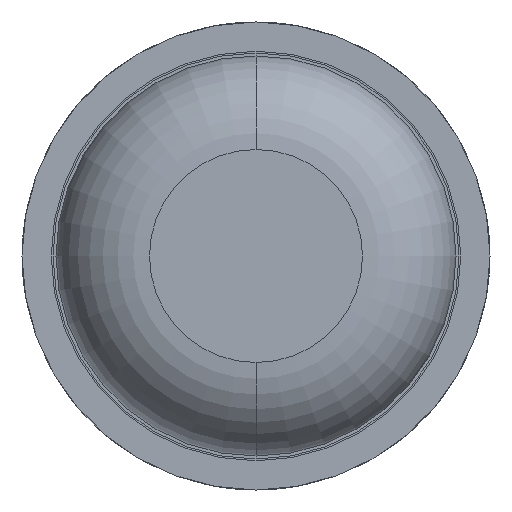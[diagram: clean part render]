
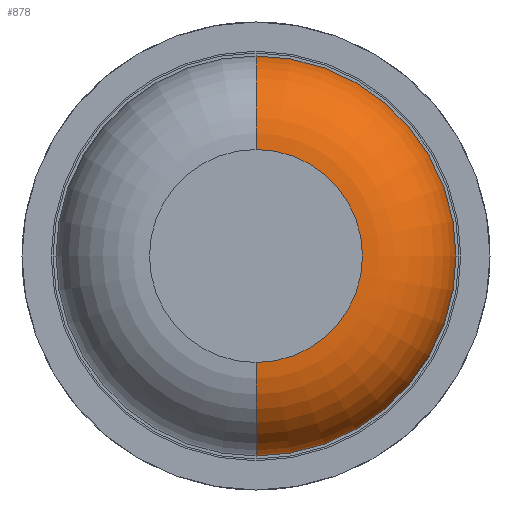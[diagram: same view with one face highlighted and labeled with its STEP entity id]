
A CAD part, front view. The second image highlights one B-rep face of the part: STEP entity #878.
In plain terms, the highlighted toroidal (fillet/blend) face has major radius 0.91 mm and minor radius 0.8 mm.
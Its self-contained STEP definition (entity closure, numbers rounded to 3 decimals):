
#97 = DIRECTION ( 'NONE',  ( 0., 0., 1. ) ) ;
#460 = VERTEX_POINT ( 'NONE', #6406 ) ;
#477 = EDGE_CURVE ( 'NONE', #460, #1421, #4182, .T. ) ;
#626 = AXIS2_PLACEMENT_3D ( 'NONE', #3073, #1688, #97 ) ;
#878 = ADVANCED_FACE ( 'Defeature ausgef�hrt2_10', ( #3512 ), #4653, .T. ) ;
#909 = DIRECTION ( 'NONE',  ( 0., 0., 1. ) ) ;
#1313 = VERTEX_POINT ( 'NONE', #4717 ) ;
#1379 = ORIENTED_EDGE ( 'NONE', *, *, #2960, .F. ) ;
#1421 = VERTEX_POINT ( 'NONE', #5856 ) ;
#1579 = DIRECTION ( 'NONE',  ( 0., 0., 1. ) ) ;
#1662 = AXIS2_PLACEMENT_3D ( 'NONE', #5975, #3981, #5455 ) ;
#1688 = DIRECTION ( 'NONE',  ( 0., 1., 0. ) ) ;
#1768 = CIRCLE ( 'NONE', #1662, 0.91 ) ;
#1773 = CIRCLE ( 'NONE', #4270, 0.8 ) ;
#2055 = CARTESIAN_POINT ( 'NONE',  ( 0., -29.2, 0. ) ) ;
#2389 = DIRECTION ( 'NONE',  ( -1., 0., 0. ) ) ;
#2883 = AXIS2_PLACEMENT_3D ( 'NONE', #2055, #6035, #1579 ) ;
#2960 = EDGE_CURVE ( 'Defeature ausgef�hrt2_2+Defeature ausgef�hrt2_10+Defeature ausgef�hrt2_10+Defeature ausgef�hrt2_10', #4970, #1421, #4142, .T. ) ;
#3054 = ORIENTED_EDGE ( 'NONE', *, *, #5802, .F. ) ;
#3073 = CARTESIAN_POINT ( 'NONE',  ( 0., -29.2, 0. ) ) ;
#3274 = EDGE_CURVE ( 'Defeature ausgef�hrt2_0+Defeature ausgef�hrt2_10+Defeature ausgef�hrt2_10+Defeature ausgef�hrt2_10', #460, #1313, #1768, .T. ) ;
#3335 = DIRECTION ( 'NONE',  ( 0., 0., -1. ) ) ;
#3512 = FACE_OUTER_BOUND ( 'NONE', #6260, .T. ) ;
#3823 = DIRECTION ( 'NONE',  ( 1., 0., 0. ) ) ;
#3857 = ORIENTED_EDGE ( 'NONE', *, *, #3274, .F. ) ;
#3981 = DIRECTION ( 'NONE',  ( 0., -1., 0. ) ) ;
#4142 = CIRCLE ( 'NONE', #626, 1.71 ) ;
#4182 = CIRCLE ( 'NONE', #5744, 0.8 ) ;
#4270 = AXIS2_PLACEMENT_3D ( 'NONE', #5359, #2389, #909 ) ;
#4653 = TOROIDAL_SURFACE ( 'NONE', #2883, 0.91, 0.8 ) ;
#4717 = CARTESIAN_POINT ( 'NONE',  ( 0., -30., 0.91 ) ) ;
#4970 = VERTEX_POINT ( 'NONE', #5053 ) ;
#5053 = CARTESIAN_POINT ( 'NONE',  ( 0., -29.2, 1.71 ) ) ;
#5359 = CARTESIAN_POINT ( 'NONE',  ( 0., -29.2, 0.91 ) ) ;
#5455 = DIRECTION ( 'NONE',  ( 0., 0., 1. ) ) ;
#5544 = ORIENTED_EDGE ( 'NONE', *, *, #477, .T. ) ;
#5744 = AXIS2_PLACEMENT_3D ( 'NONE', #6344, #3823, #3335 ) ;
#5802 = EDGE_CURVE ( 'NONE', #1313, #4970, #1773, .T. ) ;
#5856 = CARTESIAN_POINT ( 'NONE',  ( 0., -29.2, -1.71 ) ) ;
#5975 = CARTESIAN_POINT ( 'NONE',  ( 0., -30., 0. ) ) ;
#6035 = DIRECTION ( 'NONE',  ( 0., 1., 0. ) ) ;
#6260 = EDGE_LOOP ( 'NONE', ( #3857, #5544, #1379, #3054 ) ) ;
#6344 = CARTESIAN_POINT ( 'NONE',  ( 0., -29.2, -0.91 ) ) ;
#6406 = CARTESIAN_POINT ( 'NONE',  ( 0., -30., -0.91 ) ) ;
